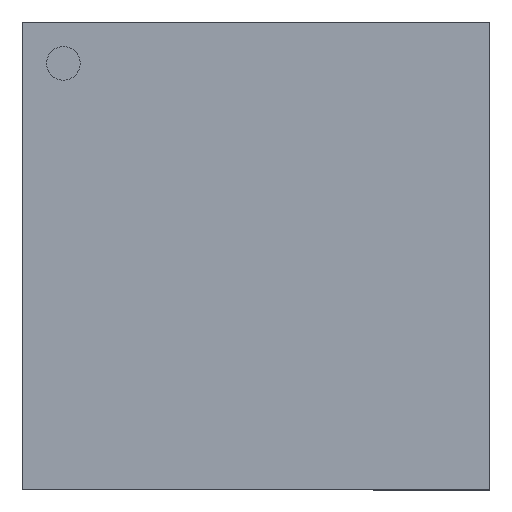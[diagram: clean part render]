
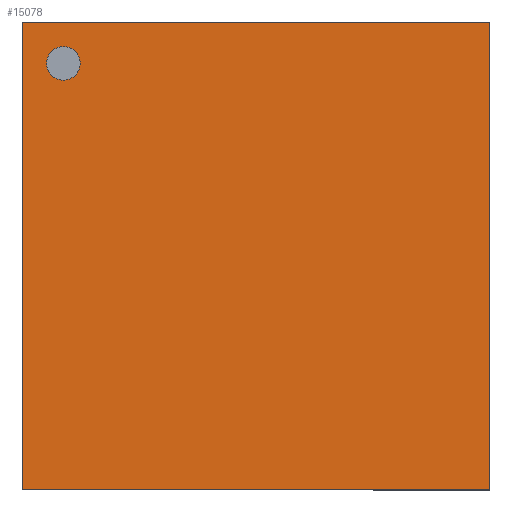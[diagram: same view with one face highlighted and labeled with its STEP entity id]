
A CAD part, top view. The second image highlights one B-rep face of the part: STEP entity #15078.
In plain terms, the highlighted planar face has unit normal (0, 0, 1).
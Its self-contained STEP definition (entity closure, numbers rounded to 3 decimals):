
#409 = DIRECTION ( 'NONE',  ( 1., 0., 0. ) ) ;
#878 = EDGE_LOOP ( 'NONE', ( #13721, #3652, #7785, #3383 ) ) ;
#1091 = VERTEX_POINT ( 'NONE', #4484 ) ;
#1261 = CARTESIAN_POINT ( 'NONE',  ( -6.586, 6.586, 2.2 ) ) ;
#1344 = VECTOR ( 'NONE', #9258, 1000. ) ;
#1387 = AXIS2_PLACEMENT_3D ( 'NONE', #13909, #1806, #10463 ) ;
#1546 = EDGE_CURVE ( 'NONE', #10841, #1091, #11061, .T. ) ;
#1806 = DIRECTION ( 'NONE',  ( 0., 0., 1. ) ) ;
#1962 = FACE_OUTER_BOUND ( 'NONE', #878, .T. ) ;
#2470 = CARTESIAN_POINT ( 'NONE',  ( 8., 8., 2.2 ) ) ;
#3101 = CIRCLE ( 'NONE', #9186, 0.575 ) ;
#3326 = DIRECTION ( 'NONE',  ( 0., -1., 0. ) ) ;
#3383 = ORIENTED_EDGE ( 'NONE', *, *, #6596, .T. ) ;
#3438 = ORIENTED_EDGE ( 'NONE', *, *, #13516, .F. ) ;
#3492 = VERTEX_POINT ( 'NONE', #10728 ) ;
#3652 = ORIENTED_EDGE ( 'NONE', *, *, #6325, .T. ) ;
#4035 = DIRECTION ( 'NONE',  ( 0., 0., 1. ) ) ;
#4391 = LINE ( 'NONE', #11571, #1344 ) ;
#4484 = CARTESIAN_POINT ( 'NONE',  ( -8., 8., 2.2 ) ) ;
#4507 = LINE ( 'NONE', #5548, #7119 ) ;
#4895 = DIRECTION ( 'NONE',  ( 0., 0., 1. ) ) ;
#5548 = CARTESIAN_POINT ( 'NONE',  ( -8., 8., 2.2 ) ) ;
#6066 = CARTESIAN_POINT ( 'NONE',  ( -6.011, 6.586, 2.2 ) ) ;
#6090 = DIRECTION ( 'NONE',  ( -1., 0., 0. ) ) ;
#6325 = EDGE_CURVE ( 'NONE', #1091, #10835, #4507, .T. ) ;
#6452 = VECTOR ( 'NONE', #15167, 1000. ) ;
#6596 = EDGE_CURVE ( 'NONE', #3492, #10841, #4391, .T. ) ;
#7040 = CARTESIAN_POINT ( 'NONE',  ( 8., 8., 2.2 ) ) ;
#7119 = VECTOR ( 'NONE', #3326, 1000. ) ;
#7676 = DIRECTION ( 'NONE',  ( 1., 0., 0. ) ) ;
#7785 = ORIENTED_EDGE ( 'NONE', *, *, #15447, .T. ) ;
#8468 = CIRCLE ( 'NONE', #10528, 0.575 ) ;
#8682 = EDGE_CURVE ( 'NONE', #13118, #14830, #8468, .T. ) ;
#9186 = AXIS2_PLACEMENT_3D ( 'NONE', #10099, #4035, #7676 ) ;
#9258 = DIRECTION ( 'NONE',  ( 0., 1., 0. ) ) ;
#10099 = CARTESIAN_POINT ( 'NONE',  ( -6.586, 6.586, 2.2 ) ) ;
#10398 = FACE_BOUND ( 'NONE', #15504, .T. ) ;
#10444 = LINE ( 'NONE', #11700, #6452 ) ;
#10463 = DIRECTION ( 'NONE',  ( 1., 0., 0. ) ) ;
#10528 = AXIS2_PLACEMENT_3D ( 'NONE', #1261, #4895, #409 ) ;
#10542 = PLANE ( 'NONE',  #1387 ) ;
#10623 = VECTOR ( 'NONE', #6090, 1000. ) ;
#10728 = CARTESIAN_POINT ( 'NONE',  ( 8., -8., 2.2 ) ) ;
#10835 = VERTEX_POINT ( 'NONE', #13192 ) ;
#10841 = VERTEX_POINT ( 'NONE', #7040 ) ;
#11061 = LINE ( 'NONE', #2470, #10623 ) ;
#11376 = CARTESIAN_POINT ( 'NONE',  ( -7.161, 6.586, 2.2 ) ) ;
#11571 = CARTESIAN_POINT ( 'NONE',  ( 8., -8., 2.2 ) ) ;
#11700 = CARTESIAN_POINT ( 'NONE',  ( -8., -8., 2.2 ) ) ;
#13118 = VERTEX_POINT ( 'NONE', #11376 ) ;
#13192 = CARTESIAN_POINT ( 'NONE',  ( -8., -8., 2.2 ) ) ;
#13516 = EDGE_CURVE ( 'NONE', #14830, #13118, #3101, .T. ) ;
#13721 = ORIENTED_EDGE ( 'NONE', *, *, #1546, .T. ) ;
#13909 = CARTESIAN_POINT ( 'NONE',  ( 0., 0., 2.2 ) ) ;
#14830 = VERTEX_POINT ( 'NONE', #6066 ) ;
#15078 = ADVANCED_FACE ( 'NONE', ( #1962, #10398 ), #10542, .T. ) ;
#15167 = DIRECTION ( 'NONE',  ( 1., 0., 0. ) ) ;
#15278 = ORIENTED_EDGE ( 'NONE', *, *, #8682, .F. ) ;
#15447 = EDGE_CURVE ( 'NONE', #10835, #3492, #10444, .T. ) ;
#15504 = EDGE_LOOP ( 'NONE', ( #3438, #15278 ) ) ;
